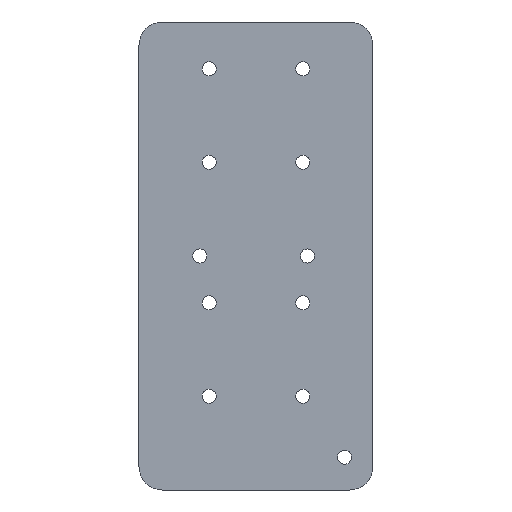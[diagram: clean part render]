
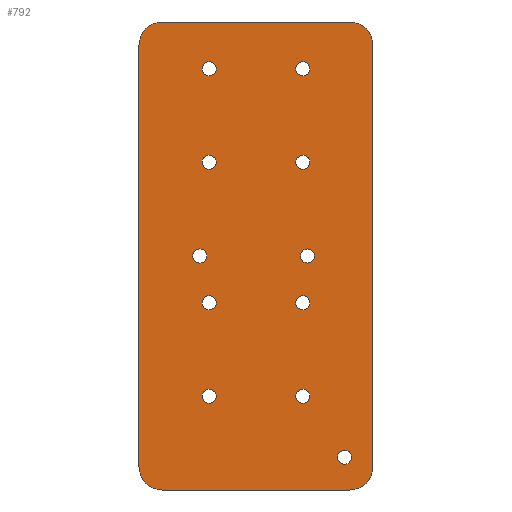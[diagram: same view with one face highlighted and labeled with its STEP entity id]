
A CAD part, front view. The second image highlights one B-rep face of the part: STEP entity #792.
In plain terms, the highlighted planar face has unit normal (0, -1, 0).
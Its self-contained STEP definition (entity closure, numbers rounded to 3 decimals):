
#28=FACE_BOUND('',#135,.T.);
#29=FACE_BOUND('',#136,.T.);
#30=FACE_BOUND('',#137,.T.);
#31=FACE_BOUND('',#138,.T.);
#32=FACE_BOUND('',#139,.T.);
#33=FACE_BOUND('',#140,.T.);
#34=FACE_BOUND('',#141,.T.);
#35=FACE_BOUND('',#142,.T.);
#36=FACE_BOUND('',#143,.T.);
#37=FACE_BOUND('',#144,.T.);
#38=FACE_BOUND('',#145,.T.);
#52=PLANE('',#880);
#80=FACE_OUTER_BOUND('',#134,.T.);
#134=EDGE_LOOP('',(#639,#640,#641,#642,#643,#644,#645,#646));
#135=EDGE_LOOP('',(#647));
#136=EDGE_LOOP('',(#648));
#137=EDGE_LOOP('',(#649));
#138=EDGE_LOOP('',(#650));
#139=EDGE_LOOP('',(#651));
#140=EDGE_LOOP('',(#652));
#141=EDGE_LOOP('',(#653));
#142=EDGE_LOOP('',(#654));
#143=EDGE_LOOP('',(#655));
#144=EDGE_LOOP('',(#656));
#145=EDGE_LOOP('',(#657));
#208=LINE('',#1314,#273);
#209=LINE('',#1318,#274);
#210=LINE('',#1322,#275);
#211=LINE('',#1325,#276);
#273=VECTOR('',#1072,10.);
#274=VECTOR('',#1075,10.);
#275=VECTOR('',#1078,10.);
#276=VECTOR('',#1081,10.);
#324=CIRCLE('',#877,1.5);
#325=CIRCLE('',#879,5.);
#326=CIRCLE('',#881,5.);
#327=CIRCLE('',#882,5.);
#328=CIRCLE('',#883,5.);
#329=CIRCLE('',#884,1.5);
#330=CIRCLE('',#885,1.5);
#331=CIRCLE('',#886,1.5);
#332=CIRCLE('',#887,1.5);
#333=CIRCLE('',#888,1.5);
#334=CIRCLE('',#889,1.5);
#335=CIRCLE('',#890,1.5);
#336=CIRCLE('',#891,1.5);
#337=CIRCLE('',#892,1.5);
#338=CIRCLE('',#893,1.5);
#394=VERTEX_POINT('',#1303);
#395=VERTEX_POINT('',#1307);
#396=VERTEX_POINT('',#1309);
#397=VERTEX_POINT('',#1313);
#398=VERTEX_POINT('',#1315);
#399=VERTEX_POINT('',#1317);
#400=VERTEX_POINT('',#1319);
#401=VERTEX_POINT('',#1321);
#402=VERTEX_POINT('',#1323);
#403=VERTEX_POINT('',#1326);
#404=VERTEX_POINT('',#1328);
#405=VERTEX_POINT('',#1330);
#406=VERTEX_POINT('',#1332);
#407=VERTEX_POINT('',#1334);
#408=VERTEX_POINT('',#1336);
#409=VERTEX_POINT('',#1338);
#410=VERTEX_POINT('',#1340);
#411=VERTEX_POINT('',#1342);
#412=VERTEX_POINT('',#1344);
#487=EDGE_CURVE('',#394,#394,#324,.T.);
#489=EDGE_CURVE('',#395,#396,#325,.T.);
#491=EDGE_CURVE('',#395,#397,#208,.T.);
#492=EDGE_CURVE('',#398,#397,#326,.T.);
#493=EDGE_CURVE('',#398,#399,#209,.T.);
#494=EDGE_CURVE('',#400,#399,#327,.T.);
#495=EDGE_CURVE('',#400,#401,#210,.T.);
#496=EDGE_CURVE('',#402,#401,#328,.T.);
#497=EDGE_CURVE('',#402,#396,#211,.T.);
#498=EDGE_CURVE('',#403,#403,#329,.T.);
#499=EDGE_CURVE('',#404,#404,#330,.T.);
#500=EDGE_CURVE('',#405,#405,#331,.T.);
#501=EDGE_CURVE('',#406,#406,#332,.T.);
#502=EDGE_CURVE('',#407,#407,#333,.T.);
#503=EDGE_CURVE('',#408,#408,#334,.T.);
#504=EDGE_CURVE('',#409,#409,#335,.T.);
#505=EDGE_CURVE('',#410,#410,#336,.T.);
#506=EDGE_CURVE('',#411,#411,#337,.T.);
#507=EDGE_CURVE('',#412,#412,#338,.T.);
#639=ORIENTED_EDGE('',*,*,#489,.F.);
#640=ORIENTED_EDGE('',*,*,#491,.T.);
#641=ORIENTED_EDGE('',*,*,#492,.F.);
#642=ORIENTED_EDGE('',*,*,#493,.T.);
#643=ORIENTED_EDGE('',*,*,#494,.F.);
#644=ORIENTED_EDGE('',*,*,#495,.T.);
#645=ORIENTED_EDGE('',*,*,#496,.F.);
#646=ORIENTED_EDGE('',*,*,#497,.T.);
#647=ORIENTED_EDGE('',*,*,#487,.T.);
#648=ORIENTED_EDGE('',*,*,#498,.T.);
#649=ORIENTED_EDGE('',*,*,#499,.T.);
#650=ORIENTED_EDGE('',*,*,#500,.T.);
#651=ORIENTED_EDGE('',*,*,#501,.T.);
#652=ORIENTED_EDGE('',*,*,#502,.T.);
#653=ORIENTED_EDGE('',*,*,#503,.T.);
#654=ORIENTED_EDGE('',*,*,#504,.T.);
#655=ORIENTED_EDGE('',*,*,#505,.T.);
#656=ORIENTED_EDGE('',*,*,#506,.T.);
#657=ORIENTED_EDGE('',*,*,#507,.T.);
#792=ADVANCED_FACE('',(#80,#28,#29,#30,#31,#32,#33,#34,#35,#36,#37,#38),
#52,.F.);
#877=AXIS2_PLACEMENT_3D('',#1305,#1062,#1063);
#879=AXIS2_PLACEMENT_3D('',#1310,#1067,#1068);
#880=AXIS2_PLACEMENT_3D('',#1312,#1070,#1071);
#881=AXIS2_PLACEMENT_3D('',#1316,#1073,#1074);
#882=AXIS2_PLACEMENT_3D('',#1320,#1076,#1077);
#883=AXIS2_PLACEMENT_3D('',#1324,#1079,#1080);
#884=AXIS2_PLACEMENT_3D('',#1327,#1082,#1083);
#885=AXIS2_PLACEMENT_3D('',#1329,#1084,#1085);
#886=AXIS2_PLACEMENT_3D('',#1331,#1086,#1087);
#887=AXIS2_PLACEMENT_3D('',#1333,#1088,#1089);
#888=AXIS2_PLACEMENT_3D('',#1335,#1090,#1091);
#889=AXIS2_PLACEMENT_3D('',#1337,#1092,#1093);
#890=AXIS2_PLACEMENT_3D('',#1339,#1094,#1095);
#891=AXIS2_PLACEMENT_3D('',#1341,#1096,#1097);
#892=AXIS2_PLACEMENT_3D('',#1343,#1098,#1099);
#893=AXIS2_PLACEMENT_3D('',#1345,#1100,#1101);
#1062=DIRECTION('center_axis',(0.,1.,0.));
#1063=DIRECTION('ref_axis',(-1.,0.,0.));
#1067=DIRECTION('center_axis',(0.,1.,0.));
#1068=DIRECTION('ref_axis',(-0.707,0.,-0.707));
#1070=DIRECTION('center_axis',(0.,1.,0.));
#1071=DIRECTION('ref_axis',(1.,0.,0.));
#1072=DIRECTION('',(1.,0.,0.));
#1073=DIRECTION('center_axis',(0.,1.,0.));
#1074=DIRECTION('ref_axis',(0.707,0.,-0.707));
#1075=DIRECTION('',(0.,0.,1.));
#1076=DIRECTION('center_axis',(0.,1.,0.));
#1077=DIRECTION('ref_axis',(0.707,0.,0.707));
#1078=DIRECTION('',(-1.,0.,0.));
#1079=DIRECTION('center_axis',(0.,1.,0.));
#1080=DIRECTION('ref_axis',(-0.707,0.,0.707));
#1081=DIRECTION('',(0.,0.,-1.));
#1082=DIRECTION('center_axis',(0.,1.,0.));
#1083=DIRECTION('ref_axis',(-1.,0.,0.));
#1084=DIRECTION('center_axis',(0.,1.,0.));
#1085=DIRECTION('ref_axis',(-1.,0.,0.));
#1086=DIRECTION('center_axis',(0.,1.,0.));
#1087=DIRECTION('ref_axis',(-1.,0.,0.));
#1088=DIRECTION('center_axis',(0.,1.,0.));
#1089=DIRECTION('ref_axis',(-1.,0.,0.));
#1090=DIRECTION('center_axis',(0.,1.,0.));
#1091=DIRECTION('ref_axis',(-1.,0.,0.));
#1092=DIRECTION('center_axis',(0.,1.,0.));
#1093=DIRECTION('ref_axis',(-1.,0.,0.));
#1094=DIRECTION('center_axis',(0.,1.,0.));
#1095=DIRECTION('ref_axis',(-1.,0.,0.));
#1096=DIRECTION('center_axis',(0.,1.,0.));
#1097=DIRECTION('ref_axis',(-1.,0.,0.));
#1098=DIRECTION('center_axis',(0.,1.,0.));
#1099=DIRECTION('ref_axis',(-1.,0.,0.));
#1100=DIRECTION('center_axis',(0.,1.,0.));
#1101=DIRECTION('ref_axis',(-1.,0.,0.));
#1303=CARTESIAN_POINT('',(45.414,0.,6.972));
#1305=CARTESIAN_POINT('Origin',(43.914,0.,6.972));
#1307=CARTESIAN_POINT('',(5.,0.,0.));
#1309=CARTESIAN_POINT('',(0.,0.,5.));
#1310=CARTESIAN_POINT('Origin',(5.,0.,5.));
#1312=CARTESIAN_POINT('Origin',(25.,0.,50.));
#1313=CARTESIAN_POINT('',(45.,0.,0.));
#1314=CARTESIAN_POINT('',(0.,0.,0.));
#1315=CARTESIAN_POINT('',(50.,0.,5.));
#1316=CARTESIAN_POINT('Origin',(45.,0.,5.));
#1317=CARTESIAN_POINT('',(50.,0.,95.));
#1318=CARTESIAN_POINT('',(50.,0.,0.));
#1319=CARTESIAN_POINT('',(45.,0.,100.));
#1320=CARTESIAN_POINT('Origin',(45.,0.,95.));
#1321=CARTESIAN_POINT('',(5.,0.,100.));
#1322=CARTESIAN_POINT('',(50.,0.,100.));
#1323=CARTESIAN_POINT('',(0.,0.,95.));
#1324=CARTESIAN_POINT('Origin',(5.,0.,95.));
#1325=CARTESIAN_POINT('',(0.,0.,100.));
#1326=CARTESIAN_POINT('',(36.5,0.,90.));
#1327=CARTESIAN_POINT('Origin',(35.,0.,90.));
#1328=CARTESIAN_POINT('',(36.5,0.,40.));
#1329=CARTESIAN_POINT('Origin',(35.,0.,40.));
#1330=CARTESIAN_POINT('',(36.5,0.,20.));
#1331=CARTESIAN_POINT('Origin',(35.,0.,20.));
#1332=CARTESIAN_POINT('',(14.5,0.,50.));
#1333=CARTESIAN_POINT('Origin',(13.,0.,50.));
#1334=CARTESIAN_POINT('',(16.5,0.,90.));
#1335=CARTESIAN_POINT('Origin',(15.,0.,90.));
#1336=CARTESIAN_POINT('',(36.5,0.,70.));
#1337=CARTESIAN_POINT('Origin',(35.,0.,70.));
#1338=CARTESIAN_POINT('',(16.5,0.,40.));
#1339=CARTESIAN_POINT('Origin',(15.,0.,40.));
#1340=CARTESIAN_POINT('',(16.5,0.,20.));
#1341=CARTESIAN_POINT('Origin',(15.,0.,20.));
#1342=CARTESIAN_POINT('',(37.5,0.,50.));
#1343=CARTESIAN_POINT('Origin',(36.,0.,50.));
#1344=CARTESIAN_POINT('',(16.5,0.,70.));
#1345=CARTESIAN_POINT('Origin',(15.,0.,70.));
